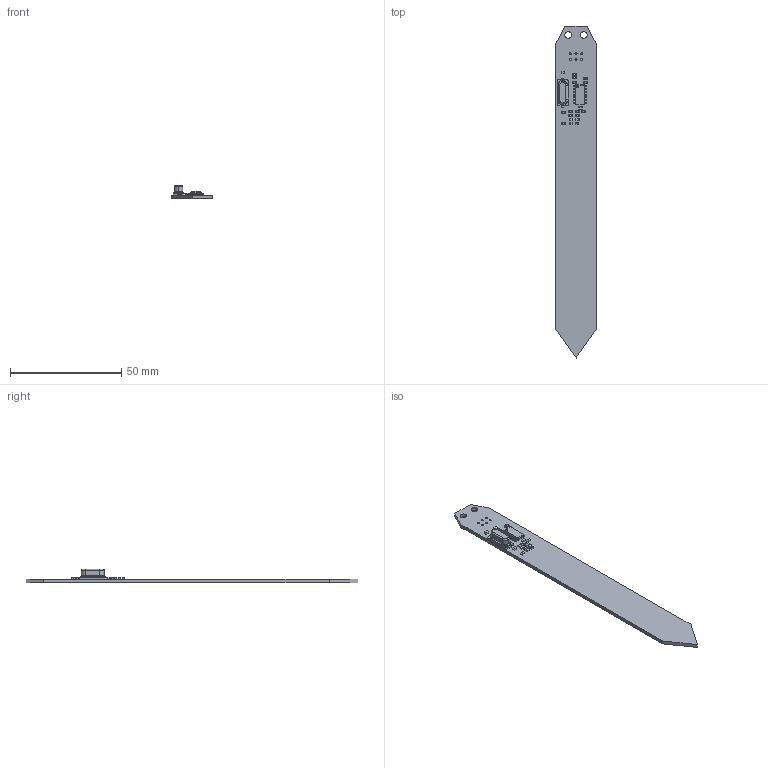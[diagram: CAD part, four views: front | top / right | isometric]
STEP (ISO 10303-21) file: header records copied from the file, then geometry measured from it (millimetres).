
FILE_DESCRIPTION(('KiCad electronic assembly'),'2;1');
FILE_NAME('i2c-moist-sensor.stp','2017-09-06T15:03:53',('An Author'),( 'A Company'),'Open CASCADE STEP processor 6.8', 'KiCad to STEP converter','Unknown');
FILE_SCHEMA(('AUTOMOTIVE_DESIGN_CC2 { 1 2 10303 214 -1 1 5 4 }'));
Length unit declared in the file: millimetre
Products named in the file (14): Open CASCADE STEP translator 6.8 1; User_Library-LTST-C190GKT; COMPOUND; User_Library-Crystal_HC49_US-SM; SOLID; User_Library-SOD523-2; User_Library-CAP_SMD-1; User_Library-RES_SMD-1; User_Library-SOIC-14
Assembly tree (27 placements, depth 3):
  Open CASCADE STEP translator 6.8 1
    User_Library-LTST-C190GKT
      COMPOUND
    User_Library-Crystal_HC49_US-SM
      SOLID
    User_Library-SOD523-2  x2
      SOLID
    User_Library-CAP_SMD-1  x6
      SOLID
    User_Library-RES_SMD-1  x9
      SOLID
    User_Library-SOIC-14
      SOLID
    COMPOUND
Bounding box: 18 x 149 x 5.9 mm (x, y, z)
Volume: 4268.3 mm3; surface area: 6073.9 mm2
Topology: 28 solids, 28 shells, 909 faces, 2239 edges, 1386 vertices
Faces by surface type: plane 739, cylinder 136, sphere 28, torus 6
Full cylindrical faces by diameter (mm): 0.9 x6, 3 x2
Entity records: 43282 total; most frequent: CARTESIAN_POINT 17689, DIRECTION 4255, LINE 2653, VECTOR 2653, ORIENTED_EDGE 2394, PCURVE 2394, DEFINITIONAL_REPRESENTATION 2394, EDGE_CURVE 1197
